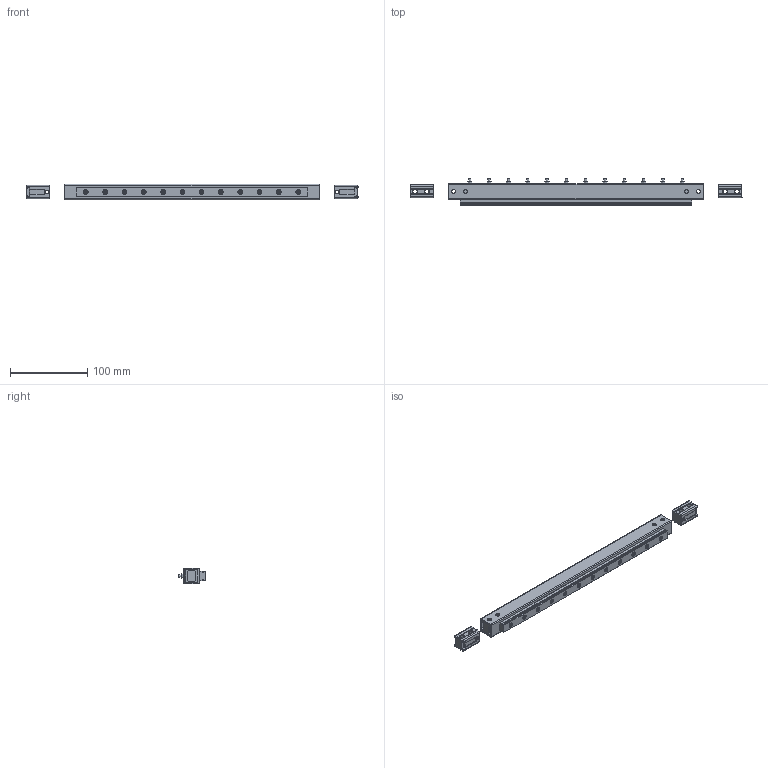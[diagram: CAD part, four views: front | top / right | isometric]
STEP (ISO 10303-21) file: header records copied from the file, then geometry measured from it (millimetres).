
FILE_DESCRIPTION(/* description */ (''),/* implementation_level */ '2;1');
FILE_NAME(/* name */ 'CF_tube_mounting v6.step',/* time_stamp */ '2024-05-08T12:22:33+02:00',/* author */ (''),/* organization */ (''),/* preprocessor_version */ 'ST-DEVELOPER v20',/* originating_system */ 'Autodesk Translation Framework v12.20.1.177',/* authorisation */ '');
FILE_SCHEMA (('AUTOMOTIVE_DESIGN { 1 0 10303 214 3 1 1 }'));
Length unit declared in the file: millimetre
Products named in the file (12): CF_tube_mounting; 20x20x17mm CF tube; MGN12 rail; Hardware; M3x30 SHCS; M3 washer; M3 hex nut; M5x15 hex standoff; M5 hex nut; Printed XY joint insert 17x17mm M5 through; Printed XY joint insert 17x17mm M5 hex; Printed rail mounting insert 17x17mm
Assembly tree (57 placements, depth 3):
  CF_tube_mounting
    20x20x17mm CF tube
    MGN12 rail
    Hardware
      M3 washer  x12
      M3 hex nut  x12
      M3x30 SHCS  x12
      M5 hex nut  x2
      M5x15 hex standoff  x2
    Printed XY joint insert 17x17mm M5 hex  x2
    Printed XY joint insert 17x17mm M5 through  x2
    Printed rail mounting insert 17x17mm  x10
Bounding box: 430 x 34.5 x 20 mm (x, y, z)
Volume: 111844.5 mm3; surface area: 95587.1 mm2
Topology: 56 solids, 56 shells, 2412 faces, 5608 edges, 3142 vertices
Faces by surface type: plane 934, cone 720, cylinder 622, torus 68, bspline 44, sphere 24
Full cylindrical faces by diameter (mm): 3 x24, 3.2 x12, 3.5 x46, 5 x4, 5.5 x24, 6 x12, 7 x12
Entity records: 21175 total; most frequent: CARTESIAN_POINT 4477, DIRECTION 3571, ORIENTED_EDGE 3246, EDGE_CURVE 1623, AXIS2_PLACEMENT_3D 1336, VERTEX_POINT 955, LINE 899, VECTOR 899
